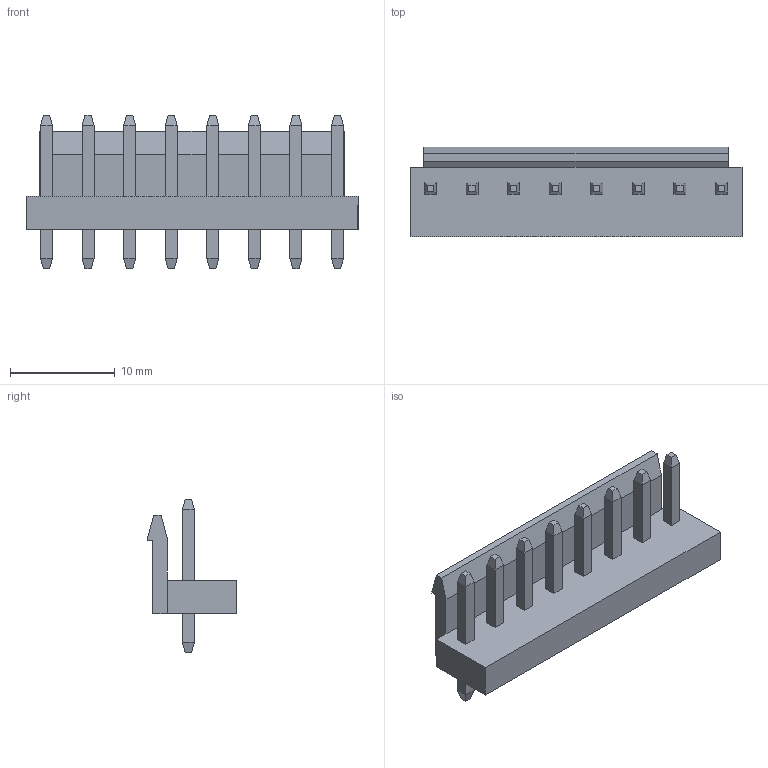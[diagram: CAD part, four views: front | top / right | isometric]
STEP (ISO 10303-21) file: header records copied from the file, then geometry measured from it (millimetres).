
FILE_DESCRIPTION (( 'STEP AP214' ), '1' );
FILE_NAME ('User Library-B8P-VH.STEP', '2018-05-16T11:03:42', ( '' ), ( '' ), 'SwSTEP 2.0', 'SolidWorks 2018', '' );
FILE_SCHEMA (( 'AUTOMOTIVE_DESIGN' ));
Length unit declared in the file: millimetre
Products named in the file (3): User Library-B8P-VH_PinVH; User Library-B8P-VH; User Library-B8P-VH_B8P-body white
Assembly tree (9 placements, depth 2):
  User Library-B8P-VH
    User Library-B8P-VH_B8P-body white
    User Library-B8P-VH_PinVH  x8
Bounding box: 31.62 x 8.5 x 14.6 mm (x, y, z)
Volume: 1156.9 mm3; surface area: 1747.5 mm2
Topology: 9 solids, 9 shells, 160 faces, 360 edges, 218 vertices
Faces by surface type: plane 160
Entity records: 2748 total; most frequent: CARTESIAN_POINT 344, ORIENTED_EDGE 328, DIRECTION 312, LINE 164, EDGE_CURVE 164, VECTOR 164, VERTEX_POINT 106, EDGE_LOOP 78
